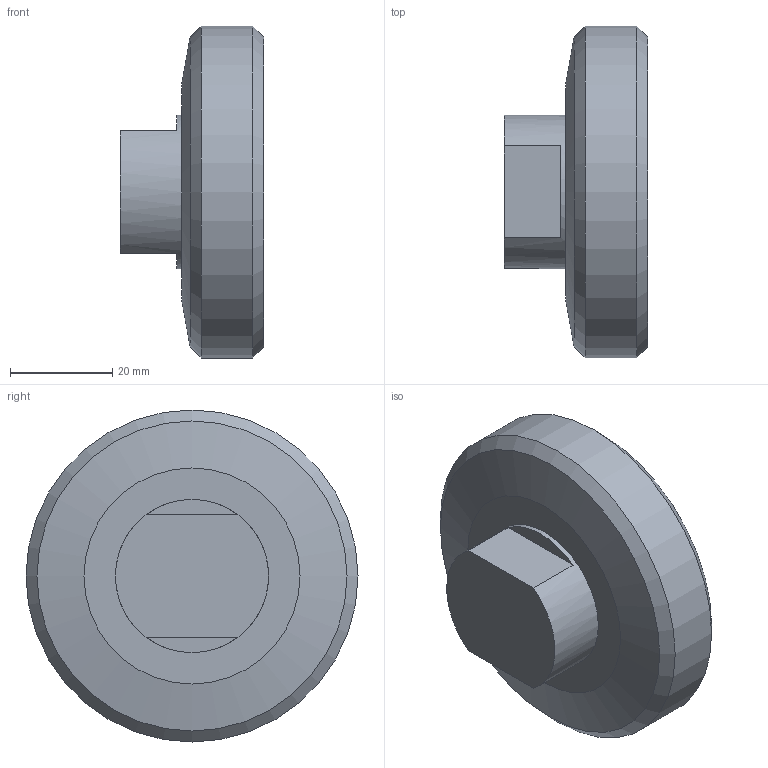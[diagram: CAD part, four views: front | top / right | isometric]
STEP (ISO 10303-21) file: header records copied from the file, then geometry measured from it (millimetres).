
FILE_DESCRIPTION(/* description */ ('Závitové hrdlo ZH zaslepovací - dle DIN'),/* implementation_level */ '2;1');
FILE_NAME(/* name */ '20200040000.stp',/* time_stamp */ '2016-01-11T08:58:55+01:00',/* author */ ('Struska'),/* organization */ ('Bupospol'),/* preprocessor_version */ 'ST-DEVELOPER v15.6',/* originating_system */ 'Autodesk Inventor 2015',/* authorisation */ '');
FILE_SCHEMA (('CONFIG_CONTROL_DESIGN'));
Length unit declared in the file: millimetre
Products named in the file (1): 20200040000
Bounding box: 28 x 65 x 65 mm (x, y, z)
Volume: 39502.4 mm3; surface area: 12108.6 mm2
Topology: 1 solids, 1 shells, 17 faces, 32 edges, 20 vertices
Faces by surface type: plane 9, cylinder 4, cone 4
Full cylindrical faces by diameter (mm): 30 x1, 42 x1, 51.8 x1, 65 x1
Entity records: 421 total; most frequent: DIRECTION 74, CARTESIAN_POINT 60, ORIENTED_EDGE 46, AXIS2_PLACEMENT_3D 33, EDGE_LOOP 28, EDGE_CURVE 23, VERTEX_POINT 19, STYLED_ITEM 18
